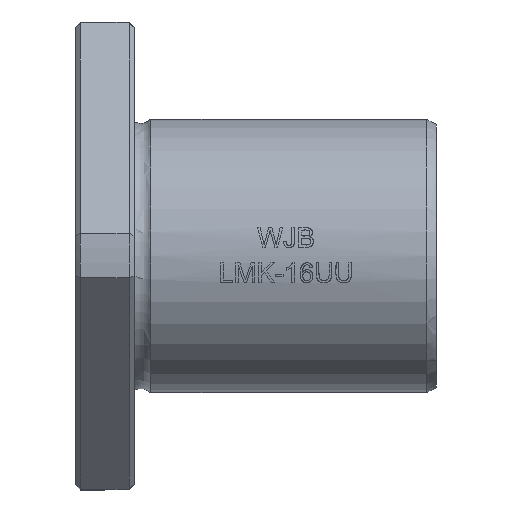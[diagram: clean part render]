
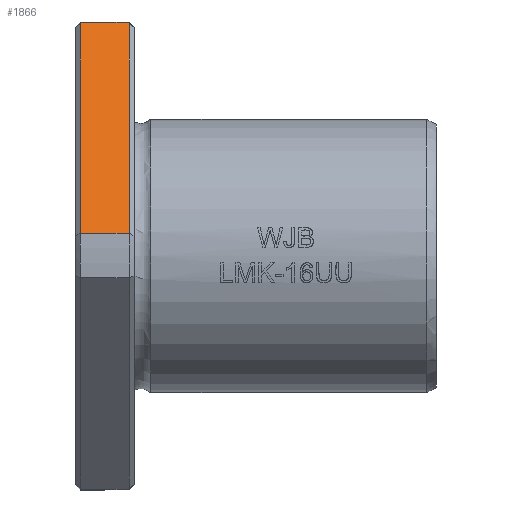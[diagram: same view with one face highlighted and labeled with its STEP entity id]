
A CAD part, top view. The second image highlights one B-rep face of the part: STEP entity #1866.
In plain terms, the highlighted planar face has unit normal (0, 0.707, 0.707).
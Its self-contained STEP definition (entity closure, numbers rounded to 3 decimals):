
#423=PLANE('',#6816);
#1866=ADVANCED_FACE('',(#2198),#423,.T.);
#2198=FACE_OUTER_BOUND('',#2624,.T.);
#2624=EDGE_LOOP('',(#4881,#4882,#4883,#4884));
#2650=B_SPLINE_CURVE_WITH_KNOTS('',3,(#8114,#8115,#8116,#8117),.UNSPECIFIED.,
 .F.,.F.,(4,4),(0.,1.),.UNSPECIFIED.);
#2772=B_SPLINE_CURVE_WITH_KNOTS('',3,(#9936,#9937,#9938,#9939),.UNSPECIFIED.,
 .F.,.F.,(4,4),(0.,1.),.UNSPECIFIED.);
#3113=B_SPLINE_CURVE_WITH_KNOTS('',3,(#13861,#13862,#13863,#13864),.UNSPECIFIED.,
 .F.,.F.,(4,4),(0.,1.),.UNSPECIFIED.);
#3114=B_SPLINE_CURVE_WITH_KNOTS('',3,(#13866,#13867,#13868,#13869),.UNSPECIFIED.,
 .F.,.F.,(4,4),(0.,1.),.UNSPECIFIED.);
#4881=ORIENTED_EDGE('',*,*,#6433,.F.);
#4882=ORIENTED_EDGE('',*,*,#5560,.T.);
#4883=ORIENTED_EDGE('',*,*,#6434,.T.);
#4884=ORIENTED_EDGE('',*,*,#5854,.F.);
#4935=VERTEX_POINT('',#8067);
#4943=VERTEX_POINT('',#8109);
#5219=VERTEX_POINT('',#9830);
#5229=VERTEX_POINT('',#9935);
#5560=EDGE_CURVE('',#4943,#4935,#2650,.T.);
#5854=EDGE_CURVE('',#5229,#5219,#2772,.T.);
#6433=EDGE_CURVE('',#4943,#5229,#3113,.T.);
#6434=EDGE_CURVE('',#4935,#5219,#3114,.T.);
#6816=AXIS2_PLACEMENT_3D('',#13870,#8001,#8002);
#8001=DIRECTION('',(0.,0.707,0.707));
#8002=DIRECTION('',(1.,0.,0.));
#8067=CARTESIAN_POINT('',(0.5,23.892,2.271));
#8109=CARTESIAN_POINT('',(5.5,23.892,2.271));
#8114=CARTESIAN_POINT('',(5.5,23.892,2.271));
#8115=CARTESIAN_POINT('',(3.833,23.892,2.271));
#8116=CARTESIAN_POINT('',(2.167,23.892,2.271));
#8117=CARTESIAN_POINT('',(0.5,23.892,2.271));
#9830=CARTESIAN_POINT('',(0.5,2.271,23.892));
#9935=CARTESIAN_POINT('',(5.5,2.271,23.892));
#9936=CARTESIAN_POINT('',(5.5,2.271,23.892));
#9937=CARTESIAN_POINT('',(3.833,2.271,23.892));
#9938=CARTESIAN_POINT('',(2.167,2.271,23.892));
#9939=CARTESIAN_POINT('',(0.5,2.271,23.892));
#13861=CARTESIAN_POINT('',(5.5,23.892,2.271));
#13862=CARTESIAN_POINT('',(5.5,16.685,9.478));
#13863=CARTESIAN_POINT('',(5.5,9.478,16.685));
#13864=CARTESIAN_POINT('',(5.5,2.271,23.892));
#13866=CARTESIAN_POINT('',(0.5,23.892,2.271));
#13867=CARTESIAN_POINT('',(0.5,16.685,9.478));
#13868=CARTESIAN_POINT('',(0.5,9.478,16.685));
#13869=CARTESIAN_POINT('',(0.5,2.271,23.892));
#13870=CARTESIAN_POINT('',(0.5,2.271,23.892));
